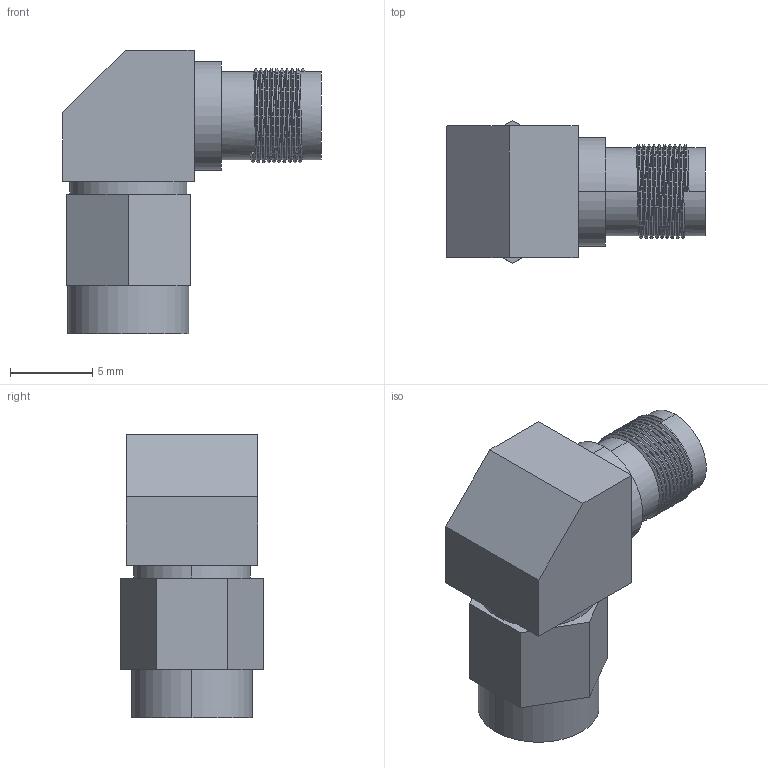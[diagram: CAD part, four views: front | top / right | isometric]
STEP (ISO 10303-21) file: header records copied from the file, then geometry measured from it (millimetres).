
FILE_DESCRIPTION (( 'STEP AP203' ), '1' );
FILE_NAME ('SCT-KFKM-U8-R.STEP', '2019-12-26T19:32:06', ( '' ), ( '' ), 'SwSTEP 2.0', 'SolidWorks 2016', '' );
FILE_SCHEMA (( 'CONFIG_CONTROL_DESIGN' ));
Length unit declared in the file: inch
Products named in the file (1): SCT-KFKM-U8-R
Bounding box: 15.75 x 8.69 x 17.27 mm (x, y, z)
Volume: 1016.2 mm3; surface area: 842.6 mm2
Topology: 1 solids, 1 shells, 64 faces, 155 edges, 102 vertices
Faces by surface type: cylinder 35, plane 24, bspline 3, cone 2
Entity records: 2959 total; most frequent: CARTESIAN_POINT 1488, ORIENTED_EDGE 310, DIRECTION 268, EDGE_CURVE 155, VERTEX_POINT 102, AXIS2_PLACEMENT_3D 96, VECTOR 76, LINE 76
